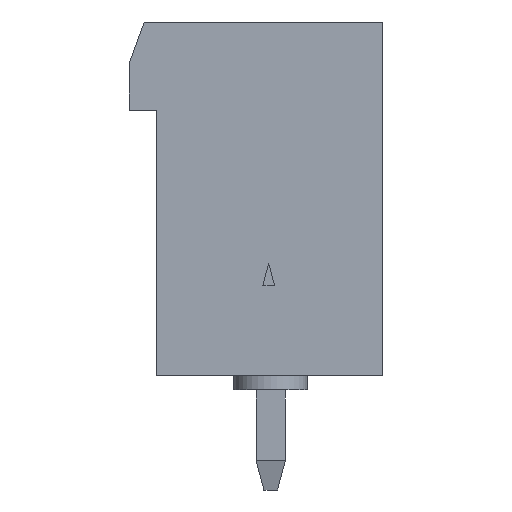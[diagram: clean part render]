
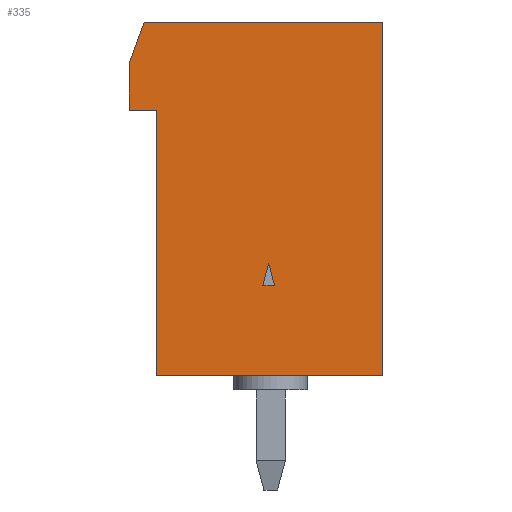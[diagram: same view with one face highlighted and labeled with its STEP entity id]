
A CAD part, left-side view. The second image highlights one B-rep face of the part: STEP entity #335.
In plain terms, the highlighted planar face has unit normal (-1, 0, 0).
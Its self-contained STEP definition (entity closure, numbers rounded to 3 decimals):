
#168=CARTESIAN_POINT('',(-50.8,0.271,2.7));
#169=VERTEX_POINT('',#168);
#186=CARTESIAN_POINT('',(-50.8,0.07,3.45));
#187=VERTEX_POINT('',#186);
#194=CARTESIAN_POINT('',(-50.8,0.07,3.45));
#195=DIRECTION('',(0.0,0.259,-0.966));
#196=VECTOR('',#195,0.776);
#197=LINE('',#194,#196);
#198=EDGE_CURVE('',#187,#169,#197,.T.);
#210=CARTESIAN_POINT('',(-50.8,-0.131,2.7));
#211=VERTEX_POINT('',#210);
#225=CARTESIAN_POINT('',(-50.8,0.271,2.7));
#226=DIRECTION('',(0.0,-1.0,0.0));
#227=VECTOR('',#226,0.402);
#228=LINE('',#225,#227);
#229=EDGE_CURVE('',#169,#211,#228,.T.);
#247=CARTESIAN_POINT('',(-50.8,-0.131,2.7));
#248=DIRECTION('',(0.0,0.259,0.966));
#249=VECTOR('',#248,0.776);
#250=LINE('',#247,#249);
#251=EDGE_CURVE('',#211,#187,#250,.T.);
#267=CARTESIAN_POINT('',(-50.8,-3.235,9.946));
#268=DIRECTION('',(-1.0,0.0,0.0));
#269=DIRECTION('',(0.0,0.0,1.0));
#270=AXIS2_PLACEMENT_3D('',#267,#268,#269);
#271=PLANE('',#270);
#272=CARTESIAN_POINT('',(-50.8,-3.8,11.65));
#273=VERTEX_POINT('',#272);
#274=CARTESIAN_POINT('',(-50.8,4.3,11.65));
#275=VERTEX_POINT('',#274);
#276=CARTESIAN_POINT('',(-50.8,-3.8,11.65));
#277=DIRECTION('',(0.0,1.0,0.0));
#278=VECTOR('',#277,8.1);
#279=LINE('',#276,#278);
#280=EDGE_CURVE('',#273,#275,#279,.T.);
#281=ORIENTED_EDGE('',*,*,#280,.T.);
#282=CARTESIAN_POINT('',(-50.8,4.8,10.276));
#283=VERTEX_POINT('',#282);
#284=CARTESIAN_POINT('',(-50.8,4.8,10.276));
#285=DIRECTION('',(0.0,-0.342,0.94));
#286=VECTOR('',#285,1.462);
#287=LINE('',#284,#286);
#288=EDGE_CURVE('',#283,#275,#287,.T.);
#289=ORIENTED_EDGE('',*,*,#288,.F.);
#290=CARTESIAN_POINT('',(-50.8,4.8,8.65));
#291=VERTEX_POINT('',#290);
#292=CARTESIAN_POINT('',(-50.8,4.8,8.65));
#293=DIRECTION('',(0.0,0.0,1.0));
#294=VECTOR('',#293,1.626);
#295=LINE('',#292,#294);
#296=EDGE_CURVE('',#291,#283,#295,.T.);
#297=ORIENTED_EDGE('',*,*,#296,.F.);
#298=CARTESIAN_POINT('',(-50.8,3.87,8.65));
#299=VERTEX_POINT('',#298);
#300=CARTESIAN_POINT('',(-50.8,3.87,8.65));
#301=DIRECTION('',(0.0,1.0,0.0));
#302=VECTOR('',#301,0.93);
#303=LINE('',#300,#302);
#304=EDGE_CURVE('',#299,#291,#303,.T.);
#305=ORIENTED_EDGE('',*,*,#304,.F.);
#306=CARTESIAN_POINT('',(-50.8,3.87,-0.35));
#307=VERTEX_POINT('',#306);
#308=CARTESIAN_POINT('',(-50.8,3.87,8.65));
#309=DIRECTION('',(0.0,0.0,-1.0));
#310=VECTOR('',#309,9.0);
#311=LINE('',#308,#310);
#312=EDGE_CURVE('',#299,#307,#311,.T.);
#313=ORIENTED_EDGE('',*,*,#312,.T.);
#314=CARTESIAN_POINT('',(-50.8,-3.8,-0.35));
#315=VERTEX_POINT('',#314);
#316=CARTESIAN_POINT('',(-50.8,3.87,-0.35));
#317=DIRECTION('',(0.0,-1.0,0.0));
#318=VECTOR('',#317,7.67);
#319=LINE('',#316,#318);
#320=EDGE_CURVE('',#307,#315,#319,.T.);
#321=ORIENTED_EDGE('',*,*,#320,.T.);
#322=CARTESIAN_POINT('',(-50.8,-3.8,11.65));
#323=DIRECTION('',(0.0,0.0,-1.0));
#324=VECTOR('',#323,12.0);
#325=LINE('',#322,#324);
#326=EDGE_CURVE('',#273,#315,#325,.T.);
#327=ORIENTED_EDGE('',*,*,#326,.F.);
#328=EDGE_LOOP('',(#281,#289,#297,#305,#313,#321,#327));
#329=FACE_OUTER_BOUND('',#328,.T.);
#330=ORIENTED_EDGE('',*,*,#198,.F.);
#331=ORIENTED_EDGE('',*,*,#251,.F.);
#332=ORIENTED_EDGE('',*,*,#229,.F.);
#333=EDGE_LOOP('',(#330,#331,#332));
#334=FACE_BOUND('',#333,.T.);
#335=ADVANCED_FACE('',(#329,#334),#271,.T.);
